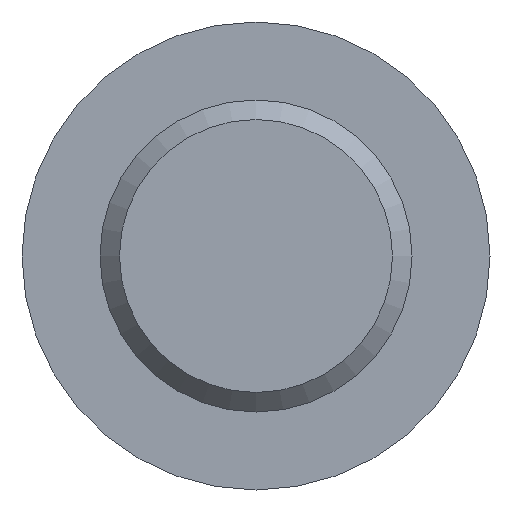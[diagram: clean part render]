
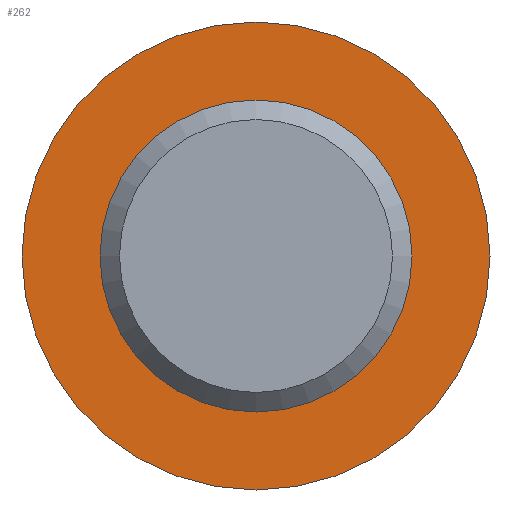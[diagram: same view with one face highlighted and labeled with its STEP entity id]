
A CAD part, front view. The second image highlights one B-rep face of the part: STEP entity #262.
In plain terms, the highlighted planar face has unit normal (0, -1, 0).
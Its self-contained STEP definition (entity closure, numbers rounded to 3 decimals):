
#32 = DIRECTION ( 'NONE',  ( 0., -1., 0. ) ) ;
#51 = ORIENTED_EDGE ( 'NONE', *, *, #417, .F. ) ;
#113 = AXIS2_PLACEMENT_3D ( 'NONE', #325, #411, #280 ) ;
#128 = CARTESIAN_POINT ( 'NONE',  ( 0., 150., -15. ) ) ;
#149 = FACE_OUTER_BOUND ( 'NONE', #150, .T. ) ;
#150 = EDGE_LOOP ( 'NONE', ( #481 ) ) ;
#196 = AXIS2_PLACEMENT_3D ( 'NONE', #407, #32, #278 ) ;
#215 = DIRECTION ( 'NONE',  ( 0., 0., 1. ) ) ;
#220 = CIRCLE ( 'NONE', #113, 15. ) ;
#262 = ADVANCED_FACE ( 'NONE', ( #528, #149 ), #264, .F. ) ;
#264 = PLANE ( 'NONE',  #350 ) ;
#278 = DIRECTION ( 'NONE',  ( 0., 0., -1. ) ) ;
#280 = DIRECTION ( 'NONE',  ( 0., 0., -1. ) ) ;
#297 = VERTEX_POINT ( 'NONE', #474 ) ;
#325 = CARTESIAN_POINT ( 'NONE',  ( 0., 150., 0. ) ) ;
#338 = EDGE_CURVE ( 'NONE', #422, #422, #220, .T. ) ;
#350 = AXIS2_PLACEMENT_3D ( 'NONE', #439, #480, #215 ) ;
#407 = CARTESIAN_POINT ( 'NONE',  ( 0., 150., 0. ) ) ;
#411 = DIRECTION ( 'NONE',  ( 0., -1., 0. ) ) ;
#417 = EDGE_CURVE ( 'NONE', #297, #297, #524, .T. ) ;
#422 = VERTEX_POINT ( 'NONE', #128 ) ;
#439 = CARTESIAN_POINT ( 'NONE',  ( -10., 150., 0. ) ) ;
#474 = CARTESIAN_POINT ( 'NONE',  ( 0., 150., -10. ) ) ;
#479 = EDGE_LOOP ( 'NONE', ( #51 ) ) ;
#480 = DIRECTION ( 'NONE',  ( 0., 1., 0. ) ) ;
#481 = ORIENTED_EDGE ( 'NONE', *, *, #338, .T. ) ;
#524 = CIRCLE ( 'NONE', #196, 10. ) ;
#528 = FACE_BOUND ( 'NONE', #479, .T. ) ;
